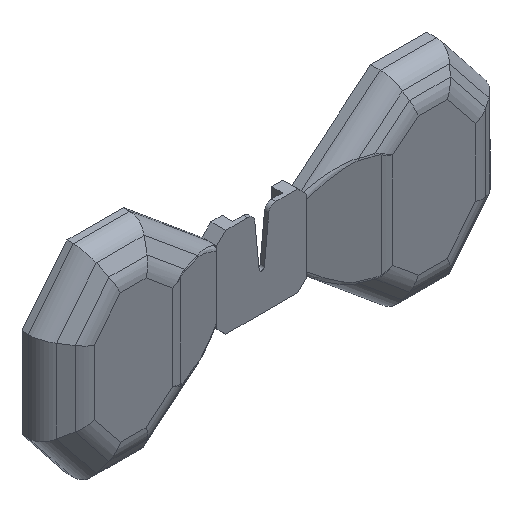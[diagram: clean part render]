
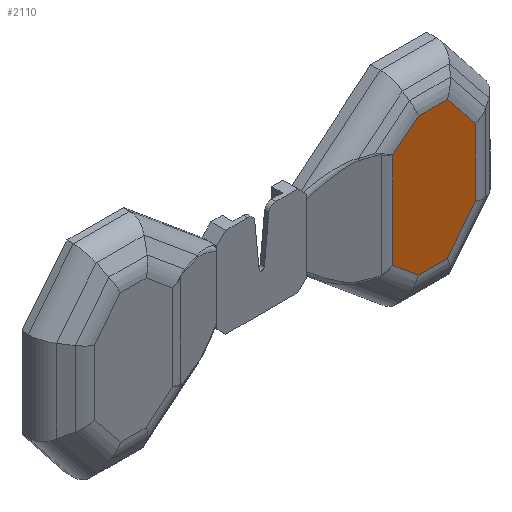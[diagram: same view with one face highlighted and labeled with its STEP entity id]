
A CAD part, isometric view. The second image highlights one B-rep face of the part: STEP entity #2110.
In plain terms, the highlighted planar face has unit normal (0, -1, 0).
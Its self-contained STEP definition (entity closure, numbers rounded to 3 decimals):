
#178=LINE('',#4291,#342);
#197=LINE('',#4401,#361);
#200=LINE('',#4409,#364);
#201=LINE('',#4414,#365);
#203=LINE('',#4419,#367);
#204=LINE('',#4423,#368);
#207=LINE('',#4431,#371);
#209=LINE('',#4435,#373);
#342=VECTOR('',#2636,10.);
#361=VECTOR('',#2693,10.);
#364=VECTOR('',#2700,10.);
#365=VECTOR('',#2707,10.);
#367=VECTOR('',#2711,10.);
#368=VECTOR('',#2716,10.);
#371=VECTOR('',#2723,10.);
#373=VECTOR('',#2729,10.);
#463=PLANE('',#2306);
#588=FACE_OUTER_BOUND('',#726,.T.);
#726=EDGE_LOOP('',(#1770,#1771,#1772,#1773,#1774,#1775,#1776,#1777));
#994=VERTEX_POINT('',#4283);
#996=VERTEX_POINT('',#4289);
#1011=VERTEX_POINT('',#4400);
#1014=VERTEX_POINT('',#4408);
#1015=VERTEX_POINT('',#4412);
#1017=VERTEX_POINT('',#4418);
#1018=VERTEX_POINT('',#4422);
#1021=VERTEX_POINT('',#4430);
#1236=EDGE_CURVE('',#996,#994,#178,.T.);
#1264=EDGE_CURVE('',#994,#1011,#197,.T.);
#1268=EDGE_CURVE('',#1011,#1014,#200,.T.);
#1271=EDGE_CURVE('',#1015,#996,#201,.T.);
#1273=EDGE_CURVE('',#1014,#1017,#203,.T.);
#1275=EDGE_CURVE('',#1018,#1015,#204,.T.);
#1279=EDGE_CURVE('',#1017,#1021,#207,.T.);
#1282=EDGE_CURVE('',#1021,#1018,#209,.T.);
#1770=ORIENTED_EDGE('',*,*,#1236,.F.);
#1771=ORIENTED_EDGE('',*,*,#1271,.F.);
#1772=ORIENTED_EDGE('',*,*,#1275,.F.);
#1773=ORIENTED_EDGE('',*,*,#1282,.F.);
#1774=ORIENTED_EDGE('',*,*,#1279,.F.);
#1775=ORIENTED_EDGE('',*,*,#1273,.F.);
#1776=ORIENTED_EDGE('',*,*,#1268,.F.);
#1777=ORIENTED_EDGE('',*,*,#1264,.F.);
#2110=ADVANCED_FACE('',(#588),#463,.T.);
#2306=AXIS2_PLACEMENT_3D('',#4452,#2746,#2747);
#2636=DIRECTION('',(0.,0.,1.));
#2693=DIRECTION('',(0.77,0.,0.638));
#2700=DIRECTION('',(1.,0.,0.));
#2707=DIRECTION('',(-0.77,0.,0.638));
#2711=DIRECTION('',(0.625,0.,-0.781));
#2716=DIRECTION('',(-1.,0.,0.));
#2723=DIRECTION('',(0.,0.,-1.));
#2729=DIRECTION('',(-0.625,0.,-0.781));
#2746=DIRECTION('center_axis',(0.,-1.,0.));
#2747=DIRECTION('ref_axis',(0.,0.,-1.));
#4283=CARTESIAN_POINT('',(31.076,-10.16,13.536));
#4289=CARTESIAN_POINT('',(31.076,-10.16,-13.536));
#4291=CARTESIAN_POINT('',(31.076,-10.16,2.54));
#4400=CARTESIAN_POINT('',(38.214,-10.16,19.45));
#4401=CARTESIAN_POINT('',(32.83,-10.16,14.99));
#4408=CARTESIAN_POINT('',(46.415,-10.16,19.45));
#4409=CARTESIAN_POINT('',(43.3,-10.16,19.45));
#4412=CARTESIAN_POINT('',(38.214,-10.16,-19.45));
#4414=CARTESIAN_POINT('',(27.274,-10.16,-10.386));
#4418=CARTESIAN_POINT('',(54.375,-10.16,9.499));
#4419=CARTESIAN_POINT('',(54.377,-10.16,9.497));
#4422=CARTESIAN_POINT('',(46.415,-10.16,-19.45));
#4423=CARTESIAN_POINT('',(39.331,-10.16,-19.45));
#4430=CARTESIAN_POINT('',(54.375,-10.16,-9.499));
#4431=CARTESIAN_POINT('',(54.375,-10.16,-3.175));
#4435=CARTESIAN_POINT('',(51.202,-10.16,-13.466));
#4452=CARTESIAN_POINT('Origin',(40.8,-10.16,0.));
